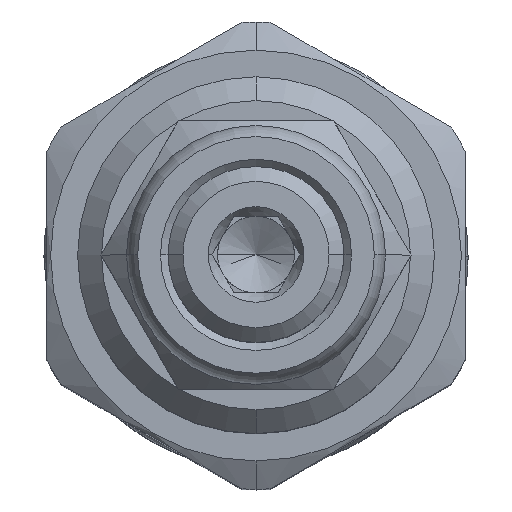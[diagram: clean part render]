
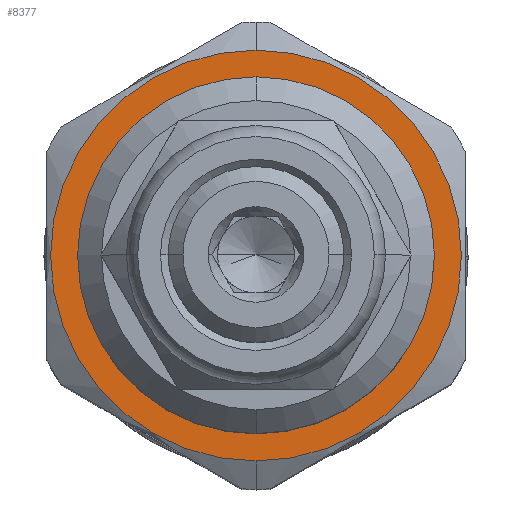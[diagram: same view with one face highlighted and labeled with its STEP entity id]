
A CAD part, top view. The second image highlights one B-rep face of the part: STEP entity #8377.
In plain terms, the highlighted planar face has unit normal (0, 0, 1).
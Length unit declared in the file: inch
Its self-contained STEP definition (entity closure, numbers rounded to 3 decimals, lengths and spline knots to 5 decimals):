
#446=CARTESIAN_POINT('',(0.,0.,3.156));
#447=DIRECTION('',(0.,0.,1.));
#448=DIRECTION('',(0.,-1.,0.));
#449=AXIS2_PLACEMENT_3D('',#446,#447,#448);
#451=CARTESIAN_POINT('',(0.,0.,3.156));
#452=DIRECTION('',(0.,0.,-1.));
#453=DIRECTION('',(0.,-1.,0.));
#454=AXIS2_PLACEMENT_3D('',#451,#452,#453);
#460=CARTESIAN_POINT('',(0.,0.,3.156));
#461=DIRECTION('',(0.,0.,-1.));
#462=DIRECTION('',(0.,-1.,0.));
#463=AXIS2_PLACEMENT_3D('',#460,#461,#462);
#660=CARTESIAN_POINT('',(0.,0.,3.156));
#661=DIRECTION('',(0.,0.,1.));
#662=DIRECTION('',(0.,-1.,0.));
#663=AXIS2_PLACEMENT_3D('',#660,#661,#662);
#7303=CARTESIAN_POINT('',(0.,-0.43,3.156));
#7305=VERTEX_POINT('',#7303);
#7311=CARTESIAN_POINT('',(0.,0.43,3.156));
#7313=VERTEX_POINT('',#7311);
#7319=CARTESIAN_POINT('',(0.,-0.3735,3.156));
#7320=CARTESIAN_POINT('',(0.,0.3735,3.156));
#7321=VERTEX_POINT('',#7319);
#7322=VERTEX_POINT('',#7320);
#8362=CARTESIAN_POINT('',(0.,0.,3.156));
#8363=DIRECTION('',(0.,0.,1.));
#8364=DIRECTION('',(0.,-1.,0.));
#8365=AXIS2_PLACEMENT_3D('',#8362,#8363,#8364);
#8366=PLANE('',#8365);
#8368=ORIENTED_EDGE('',*,*,#8367,.T.);
#8370=ORIENTED_EDGE('',*,*,#8369,.F.);
#8371=EDGE_LOOP('',(#8368,#8370));
#8372=FACE_OUTER_BOUND('',#8371,.F.);
#8373=ORIENTED_EDGE('',*,*,#8327,.T.);
#8374=ORIENTED_EDGE('',*,*,#8355,.F.);
#8375=EDGE_LOOP('',(#8373,#8374));
#8376=FACE_BOUND('',#8375,.F.);
#8377=ADVANCED_FACE('',(#8372,#8376),#8366,.T.);
#450=CIRCLE('',#449,0.3735);
#455=CIRCLE('',#454,0.3735);
#464=CIRCLE('',#463,0.43);
#664=CIRCLE('',#663,0.43);
#8327=EDGE_CURVE('',#7321,#7322,#450,.T.);
#8355=EDGE_CURVE('',#7321,#7322,#455,.T.);
#8367=EDGE_CURVE('',#7305,#7313,#464,.T.);
#8369=EDGE_CURVE('',#7305,#7313,#664,.T.);
